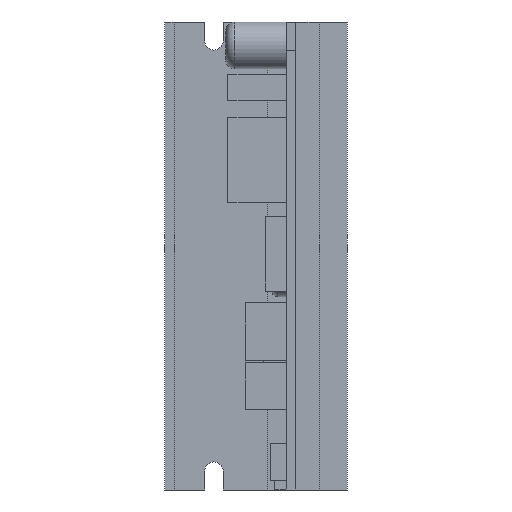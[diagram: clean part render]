
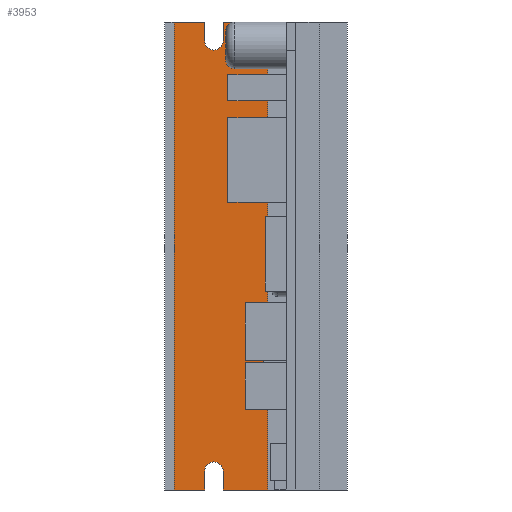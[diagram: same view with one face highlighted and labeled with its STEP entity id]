
A CAD part, left-side view. The second image highlights one B-rep face of the part: STEP entity #3953.
In plain terms, the highlighted planar face has unit normal (-1, 0, 0).
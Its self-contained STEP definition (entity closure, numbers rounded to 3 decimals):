
#3058=CARTESIAN_POINT('',(50.5,30.5,0.0));
#3059=VERTEX_POINT('',#3058);
#3068=CARTESIAN_POINT('',(50.5,30.5,-4.));
#3069=VERTEX_POINT('',#3068);
#3070=CARTESIAN_POINT('',(50.5,30.5,-4.));
#3071=DIRECTION('',(0.0,0.0,1.0));
#3072=VECTOR('',#3071,4.);
#3073=LINE('',#3070,#3072);
#3074=EDGE_CURVE('',#3069,#3059,#3073,.T.);
#3108=CARTESIAN_POINT('',(50.5,26.5,-4.));
#3109=VERTEX_POINT('',#3108);
#3110=CARTESIAN_POINT('',(50.5,28.5,-4.));
#3111=DIRECTION('',(1.0,0.0,0.0));
#3112=DIRECTION('',(0.0,1.0,0.0));
#3113=AXIS2_PLACEMENT_3D('',#3110,#3111,#3112);
#3114=CIRCLE('',#3113,2.0);
#3115=EDGE_CURVE('',#3109,#3069,#3114,.T.);
#3133=CARTESIAN_POINT('',(50.5,26.5,0.0));
#3134=VERTEX_POINT('',#3133);
#3148=CARTESIAN_POINT('',(50.5,26.5,0.0));
#3149=DIRECTION('',(0.0,0.0,-1.0));
#3150=VECTOR('',#3149,4.);
#3151=LINE('',#3148,#3150);
#3152=EDGE_CURVE('',#3134,#3109,#3151,.T.);
#3172=CARTESIAN_POINT('',(50.5,26.5,-100.0));
#3173=VERTEX_POINT('',#3172);
#3180=CARTESIAN_POINT('',(50.5,26.5,-96.));
#3181=VERTEX_POINT('',#3180);
#3182=CARTESIAN_POINT('',(50.5,26.5,-96.));
#3183=DIRECTION('',(0.0,0.0,-1.0));
#3184=VECTOR('',#3183,4.);
#3185=LINE('',#3182,#3184);
#3186=EDGE_CURVE('',#3181,#3173,#3185,.T.);
#3212=CARTESIAN_POINT('',(50.5,30.5,-96.));
#3213=VERTEX_POINT('',#3212);
#3214=CARTESIAN_POINT('',(50.5,28.5,-96.));
#3215=DIRECTION('',(1.0,0.0,0.0));
#3216=DIRECTION('',(0.0,1.0,0.0));
#3217=AXIS2_PLACEMENT_3D('',#3214,#3215,#3216);
#3218=CIRCLE('',#3217,2.0);
#3219=EDGE_CURVE('',#3213,#3181,#3218,.T.);
#3244=CARTESIAN_POINT('',(50.5,30.5,-100.0));
#3245=VERTEX_POINT('',#3244);
#3246=CARTESIAN_POINT('',(50.5,30.5,-100.0));
#3247=DIRECTION('',(0.0,0.0,1.0));
#3248=VECTOR('',#3247,4.);
#3249=LINE('',#3246,#3248);
#3250=EDGE_CURVE('',#3245,#3213,#3249,.T.);
#3323=CARTESIAN_POINT('',(50.5,37.,0.0));
#3324=VERTEX_POINT('',#3323);
#3331=CARTESIAN_POINT('',(50.5,37.,0.0));
#3332=DIRECTION('',(0.0,-1.0,0.0));
#3333=VECTOR('',#3332,6.5);
#3334=LINE('',#3331,#3333);
#3335=EDGE_CURVE('',#3324,#3059,#3334,.T.);
#3884=CARTESIAN_POINT('',(50.5,17.,0.0));
#3885=VERTEX_POINT('',#3884);
#3886=CARTESIAN_POINT('',(50.5,26.5,0.0));
#3887=DIRECTION('',(0.0,-1.0,0.0));
#3888=VECTOR('',#3887,9.5);
#3889=LINE('',#3886,#3888);
#3890=EDGE_CURVE('',#3134,#3885,#3889,.T.);
#3910=CARTESIAN_POINT('',(50.5,26.9,0.0));
#3911=DIRECTION('',(-1.0,0.0,0.0));
#3912=DIRECTION('',(0.0,0.0,1.0));
#3913=AXIS2_PLACEMENT_3D('',#3910,#3911,#3912);
#3914=PLANE('',#3913);
#3915=ORIENTED_EDGE('',*,*,#3152,.T.);
#3916=ORIENTED_EDGE('',*,*,#3115,.T.);
#3917=ORIENTED_EDGE('',*,*,#3074,.T.);
#3918=ORIENTED_EDGE('',*,*,#3335,.F.);
#3919=CARTESIAN_POINT('',(50.5,37.,-100.0));
#3920=VERTEX_POINT('',#3919);
#3921=CARTESIAN_POINT('',(50.5,37.,0.0));
#3922=DIRECTION('',(0.0,0.0,-1.0));
#3923=VECTOR('',#3922,100.0);
#3924=LINE('',#3921,#3923);
#3925=EDGE_CURVE('',#3324,#3920,#3924,.T.);
#3926=ORIENTED_EDGE('',*,*,#3925,.T.);
#3927=CARTESIAN_POINT('',(50.5,37.,-100.0));
#3928=DIRECTION('',(0.0,-1.0,0.0));
#3929=VECTOR('',#3928,6.5);
#3930=LINE('',#3927,#3929);
#3931=EDGE_CURVE('',#3920,#3245,#3930,.T.);
#3932=ORIENTED_EDGE('',*,*,#3931,.T.);
#3933=ORIENTED_EDGE('',*,*,#3250,.T.);
#3934=ORIENTED_EDGE('',*,*,#3219,.T.);
#3935=ORIENTED_EDGE('',*,*,#3186,.T.);
#3936=CARTESIAN_POINT('',(50.5,17.,-100.0));
#3937=VERTEX_POINT('',#3936);
#3938=CARTESIAN_POINT('',(50.5,26.5,-100.0));
#3939=DIRECTION('',(0.0,-1.0,0.0));
#3940=VECTOR('',#3939,9.5);
#3941=LINE('',#3938,#3940);
#3942=EDGE_CURVE('',#3173,#3937,#3941,.T.);
#3943=ORIENTED_EDGE('',*,*,#3942,.T.);
#3944=CARTESIAN_POINT('',(50.5,17.,0.0));
#3945=DIRECTION('',(0.0,0.0,-1.0));
#3946=VECTOR('',#3945,100.0);
#3947=LINE('',#3944,#3946);
#3948=EDGE_CURVE('',#3885,#3937,#3947,.T.);
#3949=ORIENTED_EDGE('',*,*,#3948,.F.);
#3950=ORIENTED_EDGE('',*,*,#3890,.F.);
#3951=EDGE_LOOP('',(#3915,#3916,#3917,#3918,#3926,#3932,#3933,#3934,#3935,#3943,#3949,#3950));
#3952=FACE_OUTER_BOUND('',#3951,.T.);
#3953=ADVANCED_FACE('',(#3952),#3914,.T.);
